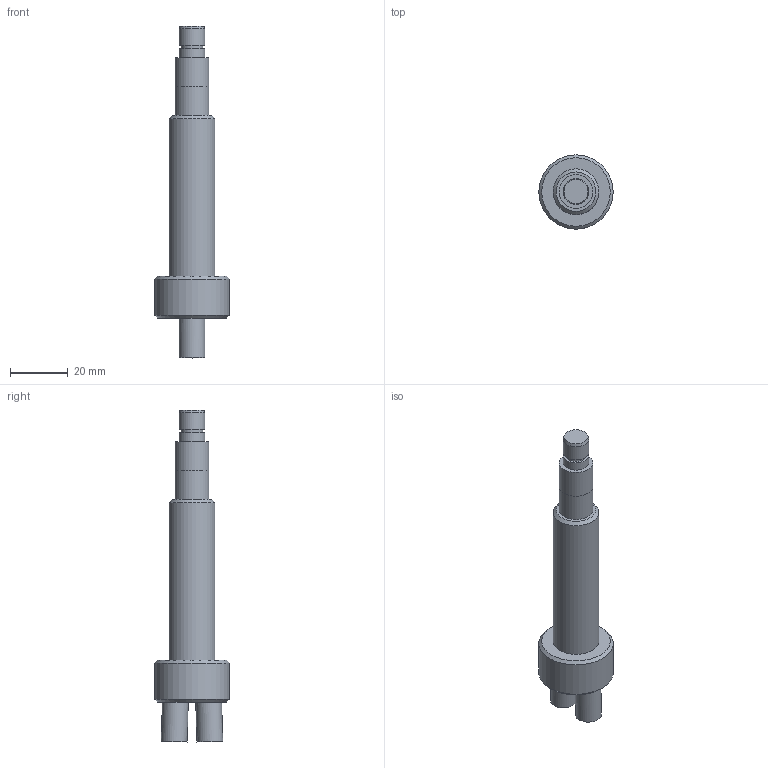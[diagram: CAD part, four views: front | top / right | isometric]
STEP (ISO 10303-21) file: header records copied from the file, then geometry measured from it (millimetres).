
FILE_DESCRIPTION (( 'STEP AP203' ), '1' );
FILE_NAME ('WOLF, DOUBLE POLE.STEP', '2019-03-28T17:37:00', ( '' ), ( '' ), 'SwSTEP 2.0', 'SolidWorks 2017', '' );
FILE_SCHEMA (( 'CONFIG_CONTROL_DESIGN' ));
Length unit declared in the file: millimetre
Products named in the file (1): WOLF, DOUBLE POLE
Bounding box: 25.75 x 25.75 x 115.06 mm (x, y, z)
Volume: 23023.1 mm3; surface area: 6703.2 mm2
Topology: 1 solids, 1 shells, 22 faces, 39 edges, 26 vertices
Faces by surface type: cylinder 9, plane 9, cone 4
Full cylindrical faces by diameter (mm): 7.5 x1, 8.9 x2, 8.966 x2, 11.7 x2, 15.88 x1, 25.75 x1
Entity records: 515 total; most frequent: DIRECTION 84, CARTESIAN_POINT 77, ORIENTED_EDGE 42, AXIS2_PLACEMENT_3D 42, EDGE_LOOP 42, FACE_OUTER_BOUND 31, ADVANCED_FACE 22, EDGE_CURVE 21
